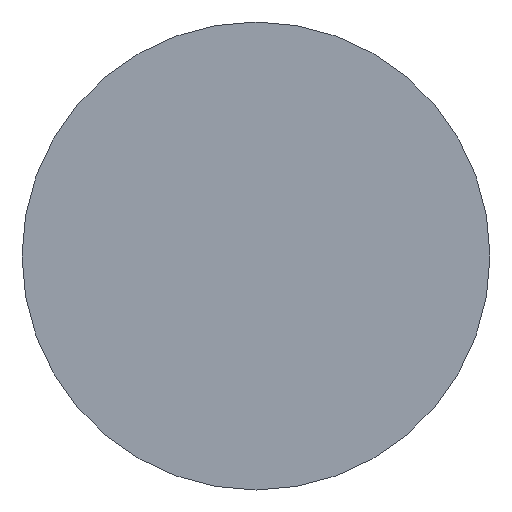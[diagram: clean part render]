
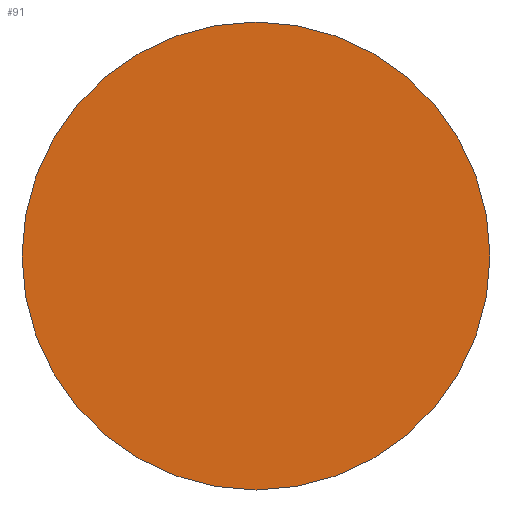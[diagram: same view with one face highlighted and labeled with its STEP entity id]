
A CAD part, left-side view. The second image highlights one B-rep face of the part: STEP entity #91.
In plain terms, the highlighted planar face has unit normal (-1, 0, 0).
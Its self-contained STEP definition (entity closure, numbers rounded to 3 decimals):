
#4 = CARTESIAN_POINT ( 'NONE',  ( 225.949, 130.467, 0. ) ) ;
#16 = CIRCLE ( 'NONE', #176, 40. ) ;
#18 = DIRECTION ( 'NONE',  ( -1., 0., 0. ) ) ;
#26 = VERTEX_POINT ( 'NONE', #142 ) ;
#33 = CIRCLE ( 'NONE', #146, 40. ) ;
#41 = ORIENTED_EDGE ( 'NONE', *, *, #159, .T. ) ;
#58 = DIRECTION ( 'NONE',  ( 0., 0., 1. ) ) ;
#64 = AXIS2_PLACEMENT_3D ( 'NONE', #72, #138, #114 ) ;
#72 = CARTESIAN_POINT ( 'NONE',  ( 225.949, 130.467, 0. ) ) ;
#73 = EDGE_LOOP ( 'NONE', ( #41, #153 ) ) ;
#81 = VERTEX_POINT ( 'NONE', #117 ) ;
#91 = ADVANCED_FACE ( 'NONE', ( #93 ), #185, .F. ) ;
#93 = FACE_OUTER_BOUND ( 'NONE', #73, .T. ) ;
#99 = DIRECTION ( 'NONE',  ( -1., 0., 0. ) ) ;
#114 = DIRECTION ( 'NONE',  ( 0., 0., -1. ) ) ;
#117 = CARTESIAN_POINT ( 'NONE',  ( 225.949, 130.467, 40. ) ) ;
#120 = DIRECTION ( 'NONE',  ( 0., 0., 1. ) ) ;
#136 = EDGE_CURVE ( 'NONE', #26, #81, #33, .T. ) ;
#138 = DIRECTION ( 'NONE',  ( 1., 0., 0. ) ) ;
#142 = CARTESIAN_POINT ( 'NONE',  ( 225.949, 130.467, -40. ) ) ;
#146 = AXIS2_PLACEMENT_3D ( 'NONE', #4, #99, #58 ) ;
#153 = ORIENTED_EDGE ( 'NONE', *, *, #136, .T. ) ;
#159 = EDGE_CURVE ( 'NONE', #81, #26, #16, .T. ) ;
#174 = CARTESIAN_POINT ( 'NONE',  ( 225.949, 130.467, 0. ) ) ;
#176 = AXIS2_PLACEMENT_3D ( 'NONE', #174, #18, #120 ) ;
#185 = PLANE ( 'NONE',  #64 ) ;
